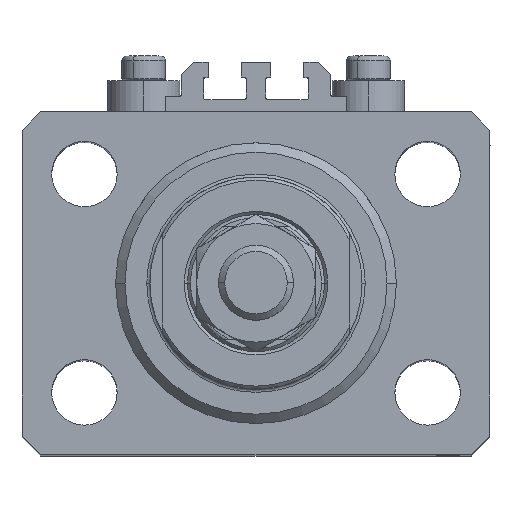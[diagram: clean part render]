
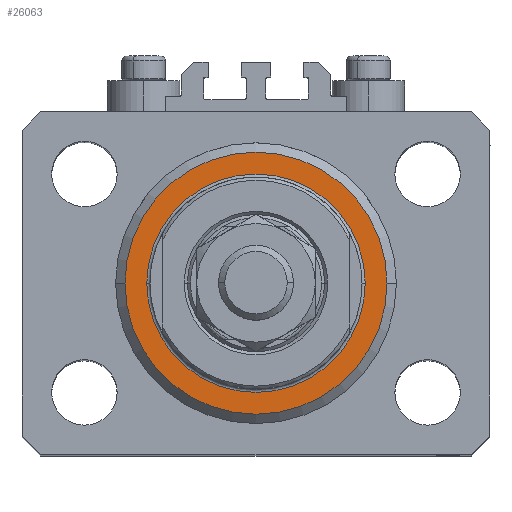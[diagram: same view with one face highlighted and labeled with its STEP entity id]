
A CAD part, top view. The second image highlights one B-rep face of the part: STEP entity #26063.
In plain terms, the highlighted face is planar.
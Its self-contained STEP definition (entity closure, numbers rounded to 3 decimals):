
#2070 = DIRECTION ( 'NONE',  ( 0., 0., 1. ) ) ;
#2686 = VERTEX_POINT ( 'NONE', #48322 ) ;
#5101 = CARTESIAN_POINT ( 'NONE',  ( -21., 0., 0. ) ) ;
#6021 = FACE_OUTER_BOUND ( 'NONE', #18370, .T. ) ;
#7381 = CARTESIAN_POINT ( 'NONE',  ( -17.5, 0., 0. ) ) ;
#7445 = AXIS2_PLACEMENT_3D ( 'NONE', #18380, #33468, #14684 ) ;
#8152 = ORIENTED_EDGE ( 'NONE', *, *, #15032, .T. ) ;
#8532 = CARTESIAN_POINT ( 'NONE',  ( 21., 0., 0. ) ) ;
#9890 = AXIS2_PLACEMENT_3D ( 'NONE', #14940, #17648, #42125 ) ;
#14376 = DIRECTION ( 'NONE',  ( 0., 0., 1. ) ) ;
#14523 = CIRCLE ( 'NONE', #7445, 21. ) ;
#14684 = DIRECTION ( 'NONE',  ( 1., 0., 0. ) ) ;
#14940 = CARTESIAN_POINT ( 'NONE',  ( 0., 0., 0. ) ) ;
#15032 = EDGE_CURVE ( 'NONE', #36579, #28627, #42274, .T. ) ;
#17382 = CARTESIAN_POINT ( 'NONE',  ( 0., 0., 0. ) ) ;
#17648 = DIRECTION ( 'NONE',  ( 0., 0., -1. ) ) ;
#17839 = DIRECTION ( 'NONE',  ( 1., 0., 0. ) ) ;
#17891 = DIRECTION ( 'NONE',  ( 0., 0., 1. ) ) ;
#18370 = EDGE_LOOP ( 'NONE', ( #23062, #8152 ) ) ;
#18380 = CARTESIAN_POINT ( 'NONE',  ( 0., 0., 0. ) ) ;
#18381 = DIRECTION ( 'NONE',  ( 1., 0., 0. ) ) ;
#18640 = AXIS2_PLACEMENT_3D ( 'NONE', #48319, #17891, #18381 ) ;
#19237 = EDGE_LOOP ( 'NONE', ( #33679, #31990 ) ) ;
#20708 = AXIS2_PLACEMENT_3D ( 'NONE', #36877, #14376, #17839 ) ;
#21143 = EDGE_CURVE ( 'NONE', #2686, #35401, #45517, .T. ) ;
#23062 = ORIENTED_EDGE ( 'NONE', *, *, #46660, .T. ) ;
#25429 = CIRCLE ( 'NONE', #20708, 17.5 ) ;
#26063 = ADVANCED_FACE ( 'NONE', ( #39893, #6021 ), #36659, .F. ) ;
#28627 = VERTEX_POINT ( 'NONE', #8532 ) ;
#29004 = DIRECTION ( 'NONE',  ( 1., 0., 0. ) ) ;
#31990 = ORIENTED_EDGE ( 'NONE', *, *, #38924, .T. ) ;
#33468 = DIRECTION ( 'NONE',  ( 0., 0., -1. ) ) ;
#33679 = ORIENTED_EDGE ( 'NONE', *, *, #21143, .T. ) ;
#35401 = VERTEX_POINT ( 'NONE', #7381 ) ;
#36579 = VERTEX_POINT ( 'NONE', #5101 ) ;
#36659 = PLANE ( 'NONE',  #40156 ) ;
#36877 = CARTESIAN_POINT ( 'NONE',  ( 0., 0., 0. ) ) ;
#38924 = EDGE_CURVE ( 'NONE', #35401, #2686, #25429, .T. ) ;
#39893 = FACE_BOUND ( 'NONE', #19237, .T. ) ;
#40156 = AXIS2_PLACEMENT_3D ( 'NONE', #17382, #2070, #29004 ) ;
#42125 = DIRECTION ( 'NONE',  ( 1., 0., 0. ) ) ;
#42274 = CIRCLE ( 'NONE', #9890, 21. ) ;
#45517 = CIRCLE ( 'NONE', #18640, 17.5 ) ;
#46660 = EDGE_CURVE ( 'NONE', #28627, #36579, #14523, .T. ) ;
#48319 = CARTESIAN_POINT ( 'NONE',  ( 0., 0., 0. ) ) ;
#48322 = CARTESIAN_POINT ( 'NONE',  ( 17.5, 0., 0. ) ) ;
